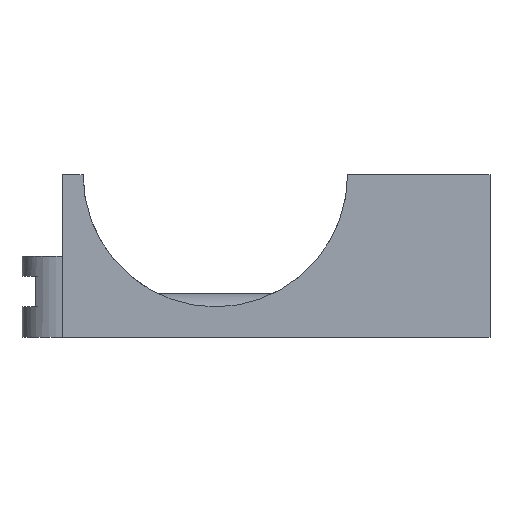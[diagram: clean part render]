
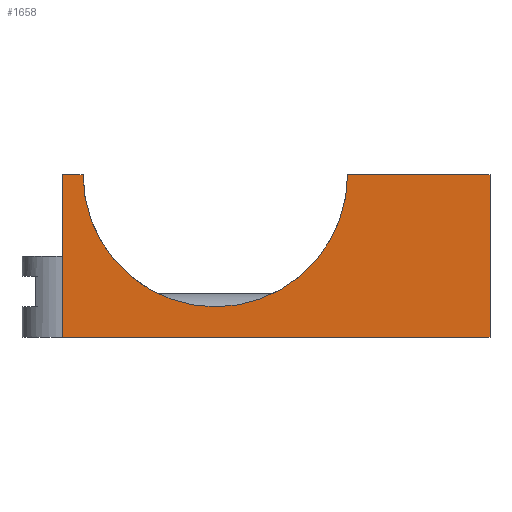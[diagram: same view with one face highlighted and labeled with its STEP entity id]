
A CAD part, front view. The second image highlights one B-rep face of the part: STEP entity #1658.
In plain terms, the highlighted planar face has unit normal (0, -1, 0).
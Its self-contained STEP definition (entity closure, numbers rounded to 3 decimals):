
#152 = CYLINDRICAL_SURFACE('',#153,13.);
#153 = AXIS2_PLACEMENT_3D('',#154,#155,#156);
#154 = CARTESIAN_POINT('',(15.,29.,0.));
#155 = DIRECTION('',(0.,-1.,0.));
#156 = DIRECTION('',(1.,0.,0.));
#572 = PLANE('',#573);
#573 = AXIS2_PLACEMENT_3D('',#574,#575,#576);
#574 = CARTESIAN_POINT('',(0.,-16.,0.));
#575 = DIRECTION('',(0.,0.,-1.));
#576 = DIRECTION('',(-1.,0.,0.));
#647 = VERTEX_POINT('',#648);
#648 = CARTESIAN_POINT('',(28.,-16.,0.));
#691 = EDGE_CURVE('',#647,#692,#694,.T.);
#692 = VERTEX_POINT('',#693);
#693 = CARTESIAN_POINT('',(42.,-16.,0.));
#694 = SURFACE_CURVE('',#695,(#699,#706),.PCURVE_S1.);
#695 = LINE('',#696,#697);
#696 = CARTESIAN_POINT('',(0.,-16.,0.));
#697 = VECTOR('',#698,1.);
#698 = DIRECTION('',(1.,0.,0.));
#699 = PCURVE('',#572,#700);
#700 = DEFINITIONAL_REPRESENTATION('',(#701),#705);
#701 = LINE('',#702,#703);
#702 = CARTESIAN_POINT('',(0.,0.));
#703 = VECTOR('',#704,1.);
#704 = DIRECTION('',(-1.,0.));
#705 = ( GEOMETRIC_REPRESENTATION_CONTEXT(2) 
PARAMETRIC_REPRESENTATION_CONTEXT() REPRESENTATION_CONTEXT('2D SPACE',''
  ) );
#706 = PCURVE('',#707,#712);
#707 = PLANE('',#708);
#708 = AXIS2_PLACEMENT_3D('',#709,#710,#711);
#709 = CARTESIAN_POINT('',(0.,-16.,0.));
#710 = DIRECTION('',(0.,1.,0.));
#711 = DIRECTION('',(0.,0.,1.));
#712 = DEFINITIONAL_REPRESENTATION('',(#713),#717);
#713 = LINE('',#714,#715);
#714 = CARTESIAN_POINT('',(0.,0.));
#715 = VECTOR('',#716,1.);
#716 = DIRECTION('',(0.,1.));
#717 = ( GEOMETRIC_REPRESENTATION_CONTEXT(2) 
PARAMETRIC_REPRESENTATION_CONTEXT() REPRESENTATION_CONTEXT('2D SPACE',''
  ) );
#735 = PLANE('',#736);
#736 = AXIS2_PLACEMENT_3D('',#737,#738,#739);
#737 = CARTESIAN_POINT('',(42.,-16.,0.));
#738 = DIRECTION('',(1.,0.,0.));
#739 = DIRECTION('',(0.,0.,1.));
#948 = VERTEX_POINT('',#949);
#949 = CARTESIAN_POINT('',(0.,-16.,0.));
#958 = PLANE('',#959);
#959 = AXIS2_PLACEMENT_3D('',#960,#961,#962);
#960 = CARTESIAN_POINT('',(0.,-16.,0.));
#961 = DIRECTION('',(0.,0.,-1.));
#962 = DIRECTION('',(-1.,0.,0.));
#970 = PLANE('',#971);
#971 = AXIS2_PLACEMENT_3D('',#972,#973,#974);
#972 = CARTESIAN_POINT('',(0.,-16.,0.));
#973 = DIRECTION('',(1.,0.,0.));
#974 = DIRECTION('',(0.,0.,1.));
#982 = EDGE_CURVE('',#948,#983,#985,.T.);
#983 = VERTEX_POINT('',#984);
#984 = CARTESIAN_POINT('',(2.,-16.,0.));
#985 = SURFACE_CURVE('',#986,(#990,#997),.PCURVE_S1.);
#986 = LINE('',#987,#988);
#987 = CARTESIAN_POINT('',(0.,-16.,0.));
#988 = VECTOR('',#989,1.);
#989 = DIRECTION('',(1.,0.,0.));
#990 = PCURVE('',#958,#991);
#991 = DEFINITIONAL_REPRESENTATION('',(#992),#996);
#992 = LINE('',#993,#994);
#993 = CARTESIAN_POINT('',(0.,0.));
#994 = VECTOR('',#995,1.);
#995 = DIRECTION('',(-1.,0.));
#996 = ( GEOMETRIC_REPRESENTATION_CONTEXT(2) 
PARAMETRIC_REPRESENTATION_CONTEXT() REPRESENTATION_CONTEXT('2D SPACE',''
  ) );
#997 = PCURVE('',#707,#998);
#998 = DEFINITIONAL_REPRESENTATION('',(#999),#1003);
#999 = LINE('',#1000,#1001);
#1000 = CARTESIAN_POINT('',(0.,0.));
#1001 = VECTOR('',#1002,1.);
#1002 = DIRECTION('',(0.,1.));
#1003 = ( GEOMETRIC_REPRESENTATION_CONTEXT(2) 
PARAMETRIC_REPRESENTATION_CONTEXT() REPRESENTATION_CONTEXT('2D SPACE',''
  ) );
#1215 = VERTEX_POINT('',#1216);
#1216 = CARTESIAN_POINT('',(0.,-16.,-8.));
#1237 = EDGE_CURVE('',#948,#1215,#1238,.T.);
#1238 = SURFACE_CURVE('',#1239,(#1243,#1250),.PCURVE_S1.);
#1239 = LINE('',#1240,#1241);
#1240 = CARTESIAN_POINT('',(0.,-16.,0.));
#1241 = VECTOR('',#1242,1.);
#1242 = DIRECTION('',(0.,0.,-1.));
#1243 = PCURVE('',#970,#1244);
#1244 = DEFINITIONAL_REPRESENTATION('',(#1245),#1249);
#1245 = LINE('',#1246,#1247);
#1246 = CARTESIAN_POINT('',(0.,0.));
#1247 = VECTOR('',#1248,1.);
#1248 = DIRECTION('',(-1.,0.));
#1249 = ( GEOMETRIC_REPRESENTATION_CONTEXT(2) 
PARAMETRIC_REPRESENTATION_CONTEXT() REPRESENTATION_CONTEXT('2D SPACE',''
  ) );
#1250 = PCURVE('',#707,#1251);
#1251 = DEFINITIONAL_REPRESENTATION('',(#1252),#1256);
#1252 = LINE('',#1253,#1254);
#1253 = CARTESIAN_POINT('',(0.,0.));
#1254 = VECTOR('',#1255,1.);
#1255 = DIRECTION('',(-1.,0.));
#1256 = ( GEOMETRIC_REPRESENTATION_CONTEXT(2) 
PARAMETRIC_REPRESENTATION_CONTEXT() REPRESENTATION_CONTEXT('2D SPACE',''
  ) );
#1601 = CYLINDRICAL_SURFACE('',#1602,4.);
#1602 = AXIS2_PLACEMENT_3D('',#1603,#1604,#1605);
#1603 = CARTESIAN_POINT('',(0.,-12.,-8.));
#1604 = DIRECTION('',(0.,0.,-1.));
#1605 = DIRECTION('',(1.,0.,0.));
#1658 = ADVANCED_FACE('',(#1659),#707,.F.);
#1659 = FACE_BOUND('',#1660,.T.);
#1660 = EDGE_LOOP('',(#1661,#1662,#1706,#1707,#1708,#1731,#1759));
#1661 = ORIENTED_EDGE('',*,*,#691,.F.);
#1662 = ORIENTED_EDGE('',*,*,#1663,.T.);
#1663 = EDGE_CURVE('',#647,#983,#1664,.T.);
#1664 = SURFACE_CURVE('',#1665,(#1670,#1677),.PCURVE_S1.);
#1665 = CIRCLE('',#1666,13.);
#1666 = AXIS2_PLACEMENT_3D('',#1667,#1668,#1669);
#1667 = CARTESIAN_POINT('',(15.,-16.,0.));
#1668 = DIRECTION('',(0.,1.,0.));
#1669 = DIRECTION('',(1.,0.,0.));
#1670 = PCURVE('',#707,#1671);
#1671 = DEFINITIONAL_REPRESENTATION('',(#1672),#1676);
#1672 = CIRCLE('',#1673,13.);
#1673 = AXIS2_PLACEMENT_2D('',#1674,#1675);
#1674 = CARTESIAN_POINT('',(0.,15.));
#1675 = DIRECTION('',(0.,1.));
#1676 = ( GEOMETRIC_REPRESENTATION_CONTEXT(2) 
PARAMETRIC_REPRESENTATION_CONTEXT() REPRESENTATION_CONTEXT('2D SPACE',''
  ) );
#1677 = PCURVE('',#152,#1678);
#1678 = DEFINITIONAL_REPRESENTATION('',(#1679),#1705);
#1679 = B_SPLINE_CURVE_WITH_KNOTS('',3,(#1680,#1681,#1682,#1683,#1684,
    #1685,#1686,#1687,#1688,#1689,#1690,#1691,#1692,#1693,#1694,#1695,
    #1696,#1697,#1698,#1699,#1700,#1701,#1702,#1703,#1704),
  .UNSPECIFIED.,.F.,.F.,(4,1,1,1,1,1,1,1,1,1,1,1,1,1,1,1,1,1,1,1,1,1,4),
  (0.,0.143,0.286,0.428,0.571,
    0.714,0.857,1.,1.142,
    1.285,1.428,1.571,1.714,
    1.856,1.999,2.142,2.285,
    2.428,2.57,2.713,2.856,
    2.999,3.142),.QUASI_UNIFORM_KNOTS.);
#1680 = CARTESIAN_POINT('',(0.,45.));
#1681 = CARTESIAN_POINT('',(-0.048,45.));
#1682 = CARTESIAN_POINT('',(-0.143,45.));
#1683 = CARTESIAN_POINT('',(-0.286,45.));
#1684 = CARTESIAN_POINT('',(-0.428,45.));
#1685 = CARTESIAN_POINT('',(-0.571,45.));
#1686 = CARTESIAN_POINT('',(-0.714,45.));
#1687 = CARTESIAN_POINT('',(-0.857,45.));
#1688 = CARTESIAN_POINT('',(-1.,45.));
#1689 = CARTESIAN_POINT('',(-1.142,45.));
#1690 = CARTESIAN_POINT('',(-1.285,45.));
#1691 = CARTESIAN_POINT('',(-1.428,45.));
#1692 = CARTESIAN_POINT('',(-1.571,45.));
#1693 = CARTESIAN_POINT('',(-1.714,45.));
#1694 = CARTESIAN_POINT('',(-1.856,45.));
#1695 = CARTESIAN_POINT('',(-1.999,45.));
#1696 = CARTESIAN_POINT('',(-2.142,45.));
#1697 = CARTESIAN_POINT('',(-2.285,45.));
#1698 = CARTESIAN_POINT('',(-2.428,45.));
#1699 = CARTESIAN_POINT('',(-2.57,45.));
#1700 = CARTESIAN_POINT('',(-2.713,45.));
#1701 = CARTESIAN_POINT('',(-2.856,45.));
#1702 = CARTESIAN_POINT('',(-2.999,45.));
#1703 = CARTESIAN_POINT('',(-3.094,45.));
#1704 = CARTESIAN_POINT('',(-3.142,45.));
#1705 = ( GEOMETRIC_REPRESENTATION_CONTEXT(2) 
PARAMETRIC_REPRESENTATION_CONTEXT() REPRESENTATION_CONTEXT('2D SPACE',''
  ) );
#1706 = ORIENTED_EDGE('',*,*,#982,.F.);
#1707 = ORIENTED_EDGE('',*,*,#1237,.T.);
#1708 = ORIENTED_EDGE('',*,*,#1709,.T.);
#1709 = EDGE_CURVE('',#1215,#1710,#1712,.T.);
#1710 = VERTEX_POINT('',#1711);
#1711 = CARTESIAN_POINT('',(0.,-16.,-16.));
#1712 = SURFACE_CURVE('',#1713,(#1717,#1724),.PCURVE_S1.);
#1713 = LINE('',#1714,#1715);
#1714 = CARTESIAN_POINT('',(0.,-16.,0.));
#1715 = VECTOR('',#1716,1.);
#1716 = DIRECTION('',(0.,0.,-1.));
#1717 = PCURVE('',#707,#1718);
#1718 = DEFINITIONAL_REPRESENTATION('',(#1719),#1723);
#1719 = LINE('',#1720,#1721);
#1720 = CARTESIAN_POINT('',(0.,0.));
#1721 = VECTOR('',#1722,1.);
#1722 = DIRECTION('',(-1.,0.));
#1723 = ( GEOMETRIC_REPRESENTATION_CONTEXT(2) 
PARAMETRIC_REPRESENTATION_CONTEXT() REPRESENTATION_CONTEXT('2D SPACE',''
  ) );
#1724 = PCURVE('',#1601,#1725);
#1725 = DEFINITIONAL_REPRESENTATION('',(#1726),#1730);
#1726 = LINE('',#1727,#1728);
#1727 = CARTESIAN_POINT('',(-4.712,-8.));
#1728 = VECTOR('',#1729,1.);
#1729 = DIRECTION('',(0.,1.));
#1730 = ( GEOMETRIC_REPRESENTATION_CONTEXT(2) 
PARAMETRIC_REPRESENTATION_CONTEXT() REPRESENTATION_CONTEXT('2D SPACE',''
  ) );
#1731 = ORIENTED_EDGE('',*,*,#1732,.T.);
#1732 = EDGE_CURVE('',#1710,#1733,#1735,.T.);
#1733 = VERTEX_POINT('',#1734);
#1734 = CARTESIAN_POINT('',(42.,-16.,-16.));
#1735 = SURFACE_CURVE('',#1736,(#1740,#1747),.PCURVE_S1.);
#1736 = LINE('',#1737,#1738);
#1737 = CARTESIAN_POINT('',(0.,-16.,-16.));
#1738 = VECTOR('',#1739,1.);
#1739 = DIRECTION('',(1.,0.,0.));
#1740 = PCURVE('',#707,#1741);
#1741 = DEFINITIONAL_REPRESENTATION('',(#1742),#1746);
#1742 = LINE('',#1743,#1744);
#1743 = CARTESIAN_POINT('',(-16.,0.));
#1744 = VECTOR('',#1745,1.);
#1745 = DIRECTION('',(0.,1.));
#1746 = ( GEOMETRIC_REPRESENTATION_CONTEXT(2) 
PARAMETRIC_REPRESENTATION_CONTEXT() REPRESENTATION_CONTEXT('2D SPACE',''
  ) );
#1747 = PCURVE('',#1748,#1753);
#1748 = PLANE('',#1749);
#1749 = AXIS2_PLACEMENT_3D('',#1750,#1751,#1752);
#1750 = CARTESIAN_POINT('',(0.,-16.,-16.));
#1751 = DIRECTION('',(0.,0.,1.));
#1752 = DIRECTION('',(1.,0.,0.));
#1753 = DEFINITIONAL_REPRESENTATION('',(#1754),#1758);
#1754 = LINE('',#1755,#1756);
#1755 = CARTESIAN_POINT('',(0.,0.));
#1756 = VECTOR('',#1757,1.);
#1757 = DIRECTION('',(1.,0.));
#1758 = ( GEOMETRIC_REPRESENTATION_CONTEXT(2) 
PARAMETRIC_REPRESENTATION_CONTEXT() REPRESENTATION_CONTEXT('2D SPACE',''
  ) );
#1759 = ORIENTED_EDGE('',*,*,#1760,.F.);
#1760 = EDGE_CURVE('',#692,#1733,#1761,.T.);
#1761 = SURFACE_CURVE('',#1762,(#1766,#1773),.PCURVE_S1.);
#1762 = LINE('',#1763,#1764);
#1763 = CARTESIAN_POINT('',(42.,-16.,0.));
#1764 = VECTOR('',#1765,1.);
#1765 = DIRECTION('',(0.,0.,-1.));
#1766 = PCURVE('',#707,#1767);
#1767 = DEFINITIONAL_REPRESENTATION('',(#1768),#1772);
#1768 = LINE('',#1769,#1770);
#1769 = CARTESIAN_POINT('',(0.,42.));
#1770 = VECTOR('',#1771,1.);
#1771 = DIRECTION('',(-1.,0.));
#1772 = ( GEOMETRIC_REPRESENTATION_CONTEXT(2) 
PARAMETRIC_REPRESENTATION_CONTEXT() REPRESENTATION_CONTEXT('2D SPACE',''
  ) );
#1773 = PCURVE('',#735,#1774);
#1774 = DEFINITIONAL_REPRESENTATION('',(#1775),#1779);
#1775 = LINE('',#1776,#1777);
#1776 = CARTESIAN_POINT('',(0.,0.));
#1777 = VECTOR('',#1778,1.);
#1778 = DIRECTION('',(-1.,0.));
#1779 = ( GEOMETRIC_REPRESENTATION_CONTEXT(2) 
PARAMETRIC_REPRESENTATION_CONTEXT() REPRESENTATION_CONTEXT('2D SPACE',''
  ) );
